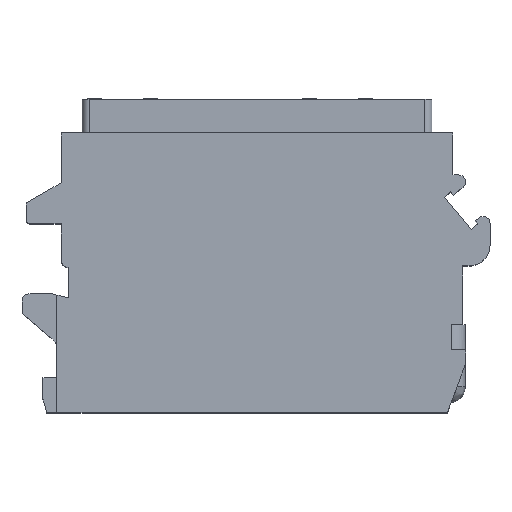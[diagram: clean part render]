
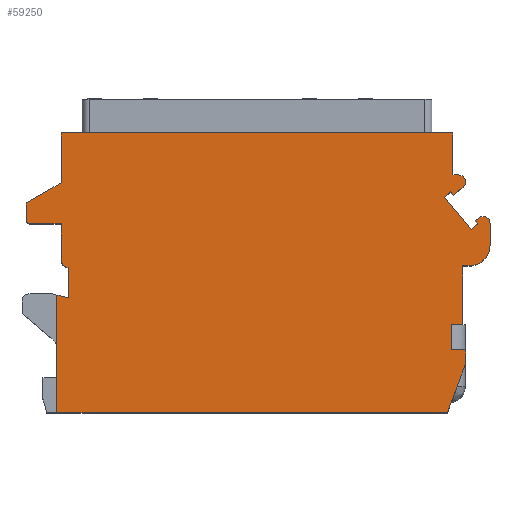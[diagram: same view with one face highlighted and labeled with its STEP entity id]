
A CAD part, top view. The second image highlights one B-rep face of the part: STEP entity #59250.
In plain terms, the highlighted planar face has unit normal (0, 0, 1).
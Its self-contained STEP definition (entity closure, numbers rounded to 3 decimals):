
#3735=CARTESIAN_POINT('',(15.15,12.,14.));
#3736=DIRECTION('',(0.,0.,1.));
#3737=DIRECTION('',(0.,-1.,0.));
#3738=AXIS2_PLACEMENT_3D('',#3735,#3736,#3737);
#3740=DIRECTION('',(-1.,0.,0.));
#3741=VECTOR('',#3740,0.45);
#3742=CARTESIAN_POINT('',(15.15,10.5,14.));
#3743=LINE('',#3742,#3741);
#3744=DIRECTION('',(0.,-1.,0.));
#3745=VECTOR('',#3744,4.2);
#3746=CARTESIAN_POINT('',(14.7,10.5,14.));
#3747=LINE('',#3746,#3745);
#3748=DIRECTION('',(-1.,0.,0.));
#3749=VECTOR('',#3748,0.8);
#3750=CARTESIAN_POINT('',(14.7,6.3,14.));
#3751=LINE('',#3750,#3749);
#3752=DIRECTION('',(0.,-1.,0.));
#3753=VECTOR('',#3752,1.8);
#3754=CARTESIAN_POINT('',(13.9,6.3,14.));
#3755=LINE('',#3754,#3753);
#3756=DIRECTION('',(1.,0.,0.));
#3757=VECTOR('',#3756,1.);
#3758=CARTESIAN_POINT('',(13.9,4.5,14.));
#3759=LINE('',#3758,#3757);
#3760=DIRECTION('',(0.,-1.,0.));
#3761=VECTOR('',#3760,1.);
#3762=CARTESIAN_POINT('',(14.9,4.5,14.));
#3763=LINE('',#3762,#3761);
#3764=DIRECTION('',(-0.348,-0.937,0.));
#3765=VECTOR('',#3764,3.734);
#3766=CARTESIAN_POINT('',(14.9,3.5,14.));
#3767=LINE('',#3766,#3765);
#3768=DIRECTION('',(1.,0.,0.));
#3769=VECTOR('',#3768,27.9);
#3770=CARTESIAN_POINT('',(-14.3,0.,14.));
#3771=LINE('',#3770,#3769);
#3772=DIRECTION('',(0.966,-0.259,0.));
#3773=VECTOR('',#3772,0.828);
#3774=CARTESIAN_POINT('',(-14.3,8.419,14.));
#3775=LINE('',#3774,#3773);
#3776=DIRECTION('',(0.,1.,0.));
#3777=VECTOR('',#3776,2.196);
#3778=CARTESIAN_POINT('',(-13.5,8.204,14.));
#3779=LINE('',#3778,#3777);
#3780=DIRECTION('',(0.,1.,0.));
#3781=VECTOR('',#3780,2.6);
#3782=CARTESIAN_POINT('',(-14.,10.9,14.));
#3783=LINE('',#3782,#3781);
#3784=DIRECTION('',(-1.,0.,0.));
#3785=VECTOR('',#3784,2.2);
#3786=CARTESIAN_POINT('',(-14.,13.5,14.));
#3787=LINE('',#3786,#3785);
#3788=DIRECTION('',(0.,1.,0.));
#3789=VECTOR('',#3788,1.2);
#3790=CARTESIAN_POINT('',(-16.5,13.8,14.));
#3791=LINE('',#3790,#3789);
#3792=DIRECTION('',(0.866,0.5,0.));
#3793=VECTOR('',#3792,2.887);
#3794=CARTESIAN_POINT('',(-16.5,15.,14.));
#3795=LINE('',#3794,#3793);
#3796=DIRECTION('',(0.,-1.,0.));
#3797=VECTOR('',#3796,3.557);
#3798=CARTESIAN_POINT('',(-14.,20.,14.));
#3799=LINE('',#3798,#3797);
#3800=DIRECTION('',(-1.,0.,0.));
#3801=VECTOR('',#3800,28.);
#3802=CARTESIAN_POINT('',(14.,20.,14.));
#3803=LINE('',#3802,#3801);
#3804=DIRECTION('',(0.,-1.,0.));
#3805=VECTOR('',#3804,3.);
#3806=CARTESIAN_POINT('',(14.,20.,14.));
#3807=LINE('',#3806,#3805);
#3808=DIRECTION('',(1.,0.,0.));
#3809=VECTOR('',#3808,0.4);
#3810=CARTESIAN_POINT('',(14.,17.,14.));
#3811=LINE('',#3810,#3809);
#3812=CARTESIAN_POINT('',(14.4,16.5,14.));
#3813=DIRECTION('',(0.,0.,1.));
#3814=DIRECTION('',(0.643,-0.766,0.));
#3815=AXIS2_PLACEMENT_3D('',#3812,#3813,#3814);
#3817=DIRECTION('',(-0.766,-0.643,0.));
#3818=VECTOR('',#3817,0.873);
#3819=CARTESIAN_POINT('',(14.721,16.117,14.));
#3820=LINE('',#3819,#3818);
#3821=DIRECTION('',(-0.643,0.766,0.));
#3822=VECTOR('',#3821,0.3);
#3823=CARTESIAN_POINT('',(14.052,15.556,14.));
#3824=LINE('',#3823,#3822);
#3825=DIRECTION('',(-0.766,-0.643,0.));
#3826=VECTOR('',#3825,0.6);
#3827=CARTESIAN_POINT('',(13.86,15.786,14.));
#3828=LINE('',#3827,#3826);
#3829=DIRECTION('',(0.643,-0.766,0.));
#3830=VECTOR('',#3829,3.);
#3831=CARTESIAN_POINT('',(13.4,15.4,14.));
#3832=LINE('',#3831,#3830);
#3833=DIRECTION('',(0.766,0.643,0.));
#3834=VECTOR('',#3833,0.6);
#3835=CARTESIAN_POINT('',(15.328,13.102,14.));
#3836=LINE('',#3835,#3834);
#3837=DIRECTION('',(-0.643,0.766,0.));
#3838=VECTOR('',#3837,0.3);
#3839=CARTESIAN_POINT('',(15.788,13.488,14.));
#3840=LINE('',#3839,#3838);
#3841=DIRECTION('',(0.766,0.643,0.));
#3842=VECTOR('',#3841,0.305);
#3843=CARTESIAN_POINT('',(15.595,13.717,14.));
#3844=LINE('',#3843,#3842);
#3845=DIRECTION('',(0.,1.,0.));
#3846=VECTOR('',#3845,1.53);
#3847=CARTESIAN_POINT('',(16.65,12.,14.));
#3848=LINE('',#3847,#3846);
#4120=DIRECTION('',(0.,-1.,0.));
#4121=VECTOR('',#4120,8.419);
#4122=CARTESIAN_POINT('',(-14.3,8.419,14.));
#4123=LINE('',#4122,#4121);
#4218=CARTESIAN_POINT('',(-13.5,10.9,14.));
#4219=DIRECTION('',(0.,0.,1.));
#4220=DIRECTION('',(-1.,0.,0.));
#4221=AXIS2_PLACEMENT_3D('',#4218,#4219,#4220);
#4240=CARTESIAN_POINT('',(-16.2,13.8,14.));
#4241=DIRECTION('',(0.,0.,1.));
#4242=DIRECTION('',(-1.,0.,0.));
#4243=AXIS2_PLACEMENT_3D('',#4240,#4241,#4242);
#4374=CARTESIAN_POINT('',(16.15,13.53,14.));
#4375=DIRECTION('',(0.,0.,1.));
#4376=DIRECTION('',(1.,0.,0.));
#4377=AXIS2_PLACEMENT_3D('',#4374,#4375,#4376);
#46458=CARTESIAN_POINT('',(-16.5,15.,14.));
#46459=CARTESIAN_POINT('',(-14.,16.443,14.));
#46460=VERTEX_POINT('',#46458);
#46461=VERTEX_POINT('',#46459);
#46462=CARTESIAN_POINT('',(-14.,20.,14.));
#46463=VERTEX_POINT('',#46462);
#46464=CARTESIAN_POINT('',(-13.5,8.204,14.));
#46466=VERTEX_POINT('',#46464);
#46468=CARTESIAN_POINT('',(-14.,13.5,14.));
#46470=VERTEX_POINT('',#46468);
#46473=CARTESIAN_POINT('',(-16.5,13.8,14.));
#46475=VERTEX_POINT('',#46473);
#46476=CARTESIAN_POINT('',(-16.2,13.5,14.));
#46477=VERTEX_POINT('',#46476);
#46481=CARTESIAN_POINT('',(-14.,10.9,14.));
#46483=VERTEX_POINT('',#46481);
#46484=CARTESIAN_POINT('',(-13.5,10.4,14.));
#46485=VERTEX_POINT('',#46484);
#46493=CARTESIAN_POINT('',(-14.3,0.,14.));
#46495=VERTEX_POINT('',#46493);
#46521=CARTESIAN_POINT('',(-14.3,8.419,14.));
#46523=VERTEX_POINT('',#46521);
#46568=CARTESIAN_POINT('',(14.,17.,14.));
#46569=CARTESIAN_POINT('',(14.4,17.,14.));
#46570=VERTEX_POINT('',#46568);
#46571=VERTEX_POINT('',#46569);
#46572=CARTESIAN_POINT('',(14.721,16.117,14.));
#46573=VERTEX_POINT('',#46572);
#46574=CARTESIAN_POINT('',(14.052,15.556,14.));
#46575=VERTEX_POINT('',#46574);
#46576=CARTESIAN_POINT('',(13.86,15.786,14.));
#46577=VERTEX_POINT('',#46576);
#46578=CARTESIAN_POINT('',(13.4,15.4,14.));
#46579=VERTEX_POINT('',#46578);
#46580=CARTESIAN_POINT('',(15.328,13.102,14.));
#46581=VERTEX_POINT('',#46580);
#46582=CARTESIAN_POINT('',(15.788,13.488,14.));
#46583=VERTEX_POINT('',#46582);
#46584=CARTESIAN_POINT('',(15.595,13.717,14.));
#46585=VERTEX_POINT('',#46584);
#46586=CARTESIAN_POINT('',(14.,20.,14.));
#46587=VERTEX_POINT('',#46586);
#46588=CARTESIAN_POINT('',(14.9,3.5,14.));
#46589=CARTESIAN_POINT('',(13.6,0.,14.));
#46590=VERTEX_POINT('',#46588);
#46591=VERTEX_POINT('',#46589);
#46592=CARTESIAN_POINT('',(14.7,10.5,14.));
#46594=VERTEX_POINT('',#46592);
#46597=CARTESIAN_POINT('',(16.65,13.53,14.));
#46599=VERTEX_POINT('',#46597);
#46600=CARTESIAN_POINT('',(15.829,13.913,14.));
#46601=VERTEX_POINT('',#46600);
#46615=CARTESIAN_POINT('',(14.7,6.3,14.));
#46616=CARTESIAN_POINT('',(13.9,6.3,14.));
#46617=VERTEX_POINT('',#46615);
#46618=VERTEX_POINT('',#46616);
#46619=CARTESIAN_POINT('',(13.9,4.5,14.));
#46620=VERTEX_POINT('',#46619);
#46621=CARTESIAN_POINT('',(14.9,4.5,14.));
#46622=VERTEX_POINT('',#46621);
#46637=CARTESIAN_POINT('',(16.65,12.,14.));
#46639=VERTEX_POINT('',#46637);
#46643=CARTESIAN_POINT('',(15.15,10.5,14.));
#46644=VERTEX_POINT('',#46643);
#59183=CARTESIAN_POINT('',(0.,0.,14.));
#59184=DIRECTION('',(0.,0.,1.));
#59185=DIRECTION('',(1.,0.,0.));
#59186=AXIS2_PLACEMENT_3D('',#59183,#59184,#59185);
#59187=PLANE('',#59186);
#59188=ORIENTED_EDGE('',*,*,#59164,.F.);
#59190=ORIENTED_EDGE('',*,*,#59189,.T.);
#59192=ORIENTED_EDGE('',*,*,#59191,.T.);
#59194=ORIENTED_EDGE('',*,*,#59193,.T.);
#59196=ORIENTED_EDGE('',*,*,#59195,.T.);
#59198=ORIENTED_EDGE('',*,*,#59197,.T.);
#59200=ORIENTED_EDGE('',*,*,#59199,.T.);
#59202=ORIENTED_EDGE('',*,*,#59201,.T.);
#59204=ORIENTED_EDGE('',*,*,#59203,.F.);
#59206=ORIENTED_EDGE('',*,*,#59205,.F.);
#59208=ORIENTED_EDGE('',*,*,#59207,.T.);
#59210=ORIENTED_EDGE('',*,*,#59209,.T.);
#59212=ORIENTED_EDGE('',*,*,#59211,.F.);
#59214=ORIENTED_EDGE('',*,*,#59213,.T.);
#59216=ORIENTED_EDGE('',*,*,#59215,.T.);
#59218=ORIENTED_EDGE('',*,*,#59217,.F.);
#59220=ORIENTED_EDGE('',*,*,#59219,.T.);
#59222=ORIENTED_EDGE('',*,*,#59221,.T.);
#59224=ORIENTED_EDGE('',*,*,#59223,.F.);
#59225=ORIENTED_EDGE('',*,*,#59043,.F.);
#59226=ORIENTED_EDGE('',*,*,#59078,.T.);
#59228=ORIENTED_EDGE('',*,*,#59227,.T.);
#59230=ORIENTED_EDGE('',*,*,#59229,.F.);
#59232=ORIENTED_EDGE('',*,*,#59231,.T.);
#59234=ORIENTED_EDGE('',*,*,#59233,.T.);
#59236=ORIENTED_EDGE('',*,*,#59235,.T.);
#59238=ORIENTED_EDGE('',*,*,#59237,.T.);
#59240=ORIENTED_EDGE('',*,*,#59239,.T.);
#59242=ORIENTED_EDGE('',*,*,#59241,.T.);
#59244=ORIENTED_EDGE('',*,*,#59243,.T.);
#59246=ORIENTED_EDGE('',*,*,#59245,.F.);
#59247=ORIENTED_EDGE('',*,*,#59175,.F.);
#59248=EDGE_LOOP('',(#59188,#59190,#59192,#59194,#59196,#59198,#59200,#59202,
#59204,#59206,#59208,#59210,#59212,#59214,#59216,#59218,#59220,#59222,#59224,
#59225,#59226,#59228,#59230,#59232,#59234,#59236,#59238,#59240,#59242,#59244,
#59246,#59247));
#59249=FACE_OUTER_BOUND('',#59248,.F.);
#59250=ADVANCED_FACE('',(#59249),#59187,.T.);
#3739=CIRCLE('',#3738,1.5);
#3816=CIRCLE('',#3815,0.5);
#4222=CIRCLE('',#4221,0.5);
#4244=CIRCLE('',#4243,0.3);
#4378=CIRCLE('',#4377,0.5);
#59043=EDGE_CURVE('',#46587,#46463,#3803,.T.);
#59078=EDGE_CURVE('',#46587,#46570,#3807,.T.);
#59164=EDGE_CURVE('',#46644,#46639,#3739,.T.);
#59175=EDGE_CURVE('',#46639,#46599,#3848,.T.);
#59189=EDGE_CURVE('',#46644,#46594,#3743,.T.);
#59191=EDGE_CURVE('',#46594,#46617,#3747,.T.);
#59193=EDGE_CURVE('',#46617,#46618,#3751,.T.);
#59195=EDGE_CURVE('',#46618,#46620,#3755,.T.);
#59197=EDGE_CURVE('',#46620,#46622,#3759,.T.);
#59199=EDGE_CURVE('',#46622,#46590,#3763,.T.);
#59201=EDGE_CURVE('',#46590,#46591,#3767,.T.);
#59203=EDGE_CURVE('',#46495,#46591,#3771,.T.);
#59205=EDGE_CURVE('',#46523,#46495,#4123,.T.);
#59207=EDGE_CURVE('',#46523,#46466,#3775,.T.);
#59209=EDGE_CURVE('',#46466,#46485,#3779,.T.);
#59211=EDGE_CURVE('',#46483,#46485,#4222,.T.);
#59213=EDGE_CURVE('',#46483,#46470,#3783,.T.);
#59215=EDGE_CURVE('',#46470,#46477,#3787,.T.);
#59217=EDGE_CURVE('',#46475,#46477,#4244,.T.);
#59219=EDGE_CURVE('',#46475,#46460,#3791,.T.);
#59221=EDGE_CURVE('',#46460,#46461,#3795,.T.);
#59223=EDGE_CURVE('',#46463,#46461,#3799,.T.);
#59227=EDGE_CURVE('',#46570,#46571,#3811,.T.);
#59229=EDGE_CURVE('',#46573,#46571,#3816,.T.);
#59231=EDGE_CURVE('',#46573,#46575,#3820,.T.);
#59233=EDGE_CURVE('',#46575,#46577,#3824,.T.);
#59235=EDGE_CURVE('',#46577,#46579,#3828,.T.);
#59237=EDGE_CURVE('',#46579,#46581,#3832,.T.);
#59239=EDGE_CURVE('',#46581,#46583,#3836,.T.);
#59241=EDGE_CURVE('',#46583,#46585,#3840,.T.);
#59243=EDGE_CURVE('',#46585,#46601,#3844,.T.);
#59245=EDGE_CURVE('',#46599,#46601,#4378,.T.);
